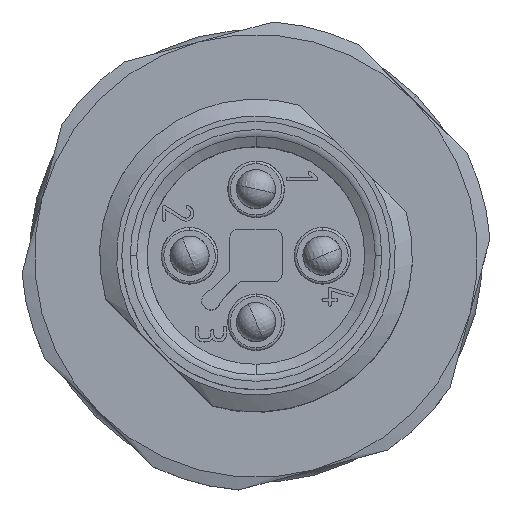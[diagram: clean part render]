
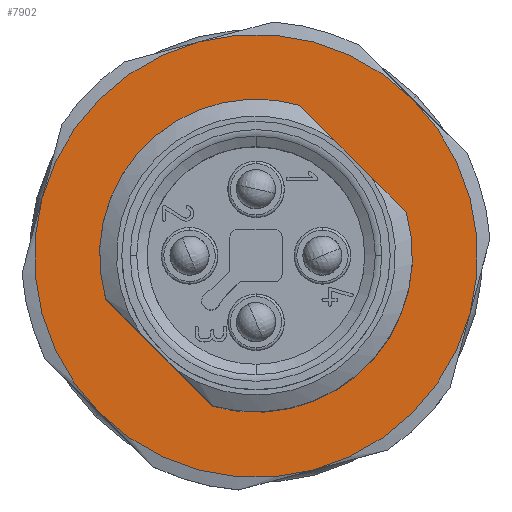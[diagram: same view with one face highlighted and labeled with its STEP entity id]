
A CAD part, top view. The second image highlights one B-rep face of the part: STEP entity #7902.
In plain terms, the highlighted planar face has unit normal (0, 0, 1).
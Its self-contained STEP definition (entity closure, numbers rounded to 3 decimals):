
#7591=AXIS2_PLACEMENT_3D('Circle Axis2P3D',#7589,#7590,$) ;
#7613=AXIS2_PLACEMENT_3D('Circle Axis2P3D',#7611,#7612,$) ;
#7802=AXIS2_PLACEMENT_3D('Plane Axis2P3D',#7799,#7800,#7801) ;
#7806=AXIS2_PLACEMENT_3D('Circle Axis2P3D',#7804,#7805,$) ;
#7813=AXIS2_PLACEMENT_3D('Circle Axis2P3D',#7811,#7812,$) ;
#7820=AXIS2_PLACEMENT_3D('Circle Axis2P3D',#7818,#7819,$) ;
#7827=AXIS2_PLACEMENT_3D('Circle Axis2P3D',#7825,#7826,$) ;
#7534=CARTESIAN_POINT('Vertex',(11.176,0.766,52.65)) ;
#7584=CARTESIAN_POINT('Vertex',(17.186,6.776,52.65)) ;
#7589=CARTESIAN_POINT('Axis2P3D Location',(8.976,8.976,52.65)) ;
#7611=CARTESIAN_POINT('Axis2P3D Location',(8.976,8.976,52.65)) ;
#7615=CARTESIAN_POINT('Vertex',(2.966,2.966,52.65)) ;
#7799=CARTESIAN_POINT('Axis2P3D Location',(8.976,8.976,52.65)) ;
#7804=CARTESIAN_POINT('Axis2P3D Location',(8.976,8.976,52.65)) ;
#7808=CARTESIAN_POINT('Vertex',(0.766,11.176,52.65)) ;
#7811=CARTESIAN_POINT('Axis2P3D Location',(8.976,8.976,52.65)) ;
#7815=CARTESIAN_POINT('Vertex',(14.986,14.986,52.65)) ;
#7818=CARTESIAN_POINT('Axis2P3D Location',(8.976,8.976,52.65)) ;
#7822=CARTESIAN_POINT('Vertex',(6.776,17.186,52.65)) ;
#7825=CARTESIAN_POINT('Axis2P3D Location',(8.976,8.976,52.65)) ;
#7839=CARTESIAN_POINT('Control Point',(3.21,7.318,52.65)) ;
#7840=CARTESIAN_POINT('Control Point',(3.044,7.894,52.65)) ;
#7841=CARTESIAN_POINT('Control Point',(2.95,8.492,52.65)) ;
#7842=CARTESIAN_POINT('Control Point',(2.932,9.098,52.65)) ;
#7843=CARTESIAN_POINT('Control Point',(3.047,10.302,52.65)) ;
#7844=CARTESIAN_POINT('Control Point',(3.456,11.44,52.65)) ;
#7845=CARTESIAN_POINT('Control Point',(3.73,11.981,52.65)) ;
#7846=CARTESIAN_POINT('Control Point',(4.409,12.982,52.65)) ;
#7847=CARTESIAN_POINT('Control Point',(5.313,13.785,52.65)) ;
#7848=CARTESIAN_POINT('Control Point',(5.813,14.128,52.65)) ;
#7849=CARTESIAN_POINT('Control Point',(6.888,14.681,52.65)) ;
#7850=CARTESIAN_POINT('Control Point',(8.067,14.953,52.65)) ;
#7851=CARTESIAN_POINT('Control Point',(8.67,15.014,52.65)) ;
#7852=CARTESIAN_POINT('Control Point',(9.433,14.995,52.65)) ;
#7853=CARTESIAN_POINT('Control Point',(10.177,14.858,52.65)) ;
#7854=CARTESIAN_POINT('Control Point',(10.331,14.824,52.65)) ;
#7855=CARTESIAN_POINT('Control Point',(10.483,14.786,52.65)) ;
#7856=CARTESIAN_POINT('Control Point',(10.634,14.742,52.65)) ;
#7857=CARTESIAN_POINT('Vertex',(3.21,7.318,52.65)) ;
#7859=CARTESIAN_POINT('Vertex',(10.634,14.742,52.65)) ;
#7862=CARTESIAN_POINT('Line Origine',(12.688,12.688,52.65)) ;
#7866=CARTESIAN_POINT('Vertex',(14.742,10.634,52.65)) ;
#7870=CARTESIAN_POINT('Control Point',(14.742,10.634,52.65)) ;
#7871=CARTESIAN_POINT('Control Point',(14.908,10.058,52.65)) ;
#7872=CARTESIAN_POINT('Control Point',(15.002,9.46,52.65)) ;
#7873=CARTESIAN_POINT('Control Point',(15.02,8.854,52.65)) ;
#7874=CARTESIAN_POINT('Control Point',(14.905,7.65,52.65)) ;
#7875=CARTESIAN_POINT('Control Point',(14.496,6.512,52.65)) ;
#7876=CARTESIAN_POINT('Control Point',(14.222,5.971,52.65)) ;
#7877=CARTESIAN_POINT('Control Point',(13.543,4.97,52.65)) ;
#7878=CARTESIAN_POINT('Control Point',(12.639,4.167,52.65)) ;
#7879=CARTESIAN_POINT('Control Point',(12.139,3.824,52.65)) ;
#7880=CARTESIAN_POINT('Control Point',(11.064,3.271,52.65)) ;
#7881=CARTESIAN_POINT('Control Point',(9.885,2.999,52.65)) ;
#7882=CARTESIAN_POINT('Control Point',(9.282,2.938,52.65)) ;
#7883=CARTESIAN_POINT('Control Point',(8.519,2.957,52.65)) ;
#7884=CARTESIAN_POINT('Control Point',(7.775,3.094,52.65)) ;
#7885=CARTESIAN_POINT('Control Point',(7.621,3.128,52.65)) ;
#7886=CARTESIAN_POINT('Control Point',(7.469,3.166,52.65)) ;
#7887=CARTESIAN_POINT('Control Point',(7.318,3.21,52.65)) ;
#7888=CARTESIAN_POINT('Vertex',(7.318,3.21,52.65)) ;
#7891=CARTESIAN_POINT('Line Origine',(5.264,5.264,52.65)) ;
#7590=DIRECTION('Axis2P3D Direction',(0.,0.,-1.)) ;
#7612=DIRECTION('Axis2P3D Direction',(0.,0.,-1.)) ;
#7800=DIRECTION('Axis2P3D Direction',(0.,-0.,1.)) ;
#7801=DIRECTION('Axis2P3D XDirection',(0.707,0.707,0.)) ;
#7805=DIRECTION('Axis2P3D Direction',(0.,-0.,1.)) ;
#7812=DIRECTION('Axis2P3D Direction',(0.,-0.,1.)) ;
#7819=DIRECTION('Axis2P3D Direction',(0.,-0.,1.)) ;
#7826=DIRECTION('Axis2P3D Direction',(0.,-0.,1.)) ;
#7863=DIRECTION('Vector Direction',(0.707,-0.707,0.)) ;
#7892=DIRECTION('Vector Direction',(-0.707,0.707,0.)) ;
#7864=VECTOR('Line Direction',#7863,1.) ;
#7893=VECTOR('Line Direction',#7892,1.) ;
#7831=ORIENTED_EDGE('',*,*,#7810,.T.) ;
#7832=ORIENTED_EDGE('',*,*,#7617,.T.) ;
#7833=ORIENTED_EDGE('',*,*,#7593,.T.) ;
#7834=ORIENTED_EDGE('',*,*,#7817,.T.) ;
#7835=ORIENTED_EDGE('',*,*,#7824,.T.) ;
#7836=ORIENTED_EDGE('',*,*,#7829,.T.) ;
#7897=ORIENTED_EDGE('',*,*,#7861,.T.) ;
#7898=ORIENTED_EDGE('',*,*,#7868,.T.) ;
#7899=ORIENTED_EDGE('',*,*,#7890,.T.) ;
#7900=ORIENTED_EDGE('',*,*,#7895,.T.) ;
#7901=FACE_BOUND('',#7896,.T.) ;
#7902=ADVANCED_FACE('Hauptk\X2\00F6\X0\rper',(#7837,#7901),#7803,.T.) ;
#7838=B_SPLINE_CURVE_WITH_KNOTS('',5,(#7839,#7840,#7841,#7842,#7843,#7844,#7845,#7846,#7847,#7848,#7849,#7850,#7851,#7852,#7853,#7854,#7855,#7856),.UNSPECIFIED.,.F.,.U.,(6,3,3,3,3,6),(0.,4.243,8.485,12.728,16.97,18.08),.UNSPECIFIED.) ;
#7869=B_SPLINE_CURVE_WITH_KNOTS('',5,(#7870,#7871,#7872,#7873,#7874,#7875,#7876,#7877,#7878,#7879,#7880,#7881,#7882,#7883,#7884,#7885,#7886,#7887),.UNSPECIFIED.,.F.,.U.,(6,3,3,3,3,6),(0.,4.243,8.485,12.728,16.97,18.08),.UNSPECIFIED.) ;
#7592=CIRCLE('generated circle',#7591,8.5) ;
#7614=CIRCLE('generated circle',#7613,8.5) ;
#7807=CIRCLE('generated circle',#7806,8.5) ;
#7814=CIRCLE('generated circle',#7813,8.5) ;
#7821=CIRCLE('generated circle',#7820,8.5) ;
#7828=CIRCLE('generated circle',#7827,8.5) ;
#7593=EDGE_CURVE('',#7535,#7585,#7592,.F.) ;
#7617=EDGE_CURVE('',#7616,#7535,#7614,.F.) ;
#7810=EDGE_CURVE('',#7809,#7616,#7807,.T.) ;
#7817=EDGE_CURVE('',#7585,#7816,#7814,.T.) ;
#7824=EDGE_CURVE('',#7816,#7823,#7821,.T.) ;
#7829=EDGE_CURVE('',#7823,#7809,#7828,.T.) ;
#7861=EDGE_CURVE('',#7858,#7860,#7838,.T.) ;
#7868=EDGE_CURVE('',#7860,#7867,#7865,.T.) ;
#7890=EDGE_CURVE('',#7867,#7889,#7869,.T.) ;
#7895=EDGE_CURVE('',#7889,#7858,#7894,.T.) ;
#7830=EDGE_LOOP('',(#7831,#7832,#7833,#7834,#7835,#7836)) ;
#7896=EDGE_LOOP('',(#7897,#7898,#7899,#7900)) ;
#7837=FACE_OUTER_BOUND('',#7830,.T.) ;
#7865=LINE('Line',#7862,#7864) ;
#7894=LINE('Line',#7891,#7893) ;
#7803=PLANE('',#7802) ;
#7535=VERTEX_POINT('',#7534) ;
#7585=VERTEX_POINT('',#7584) ;
#7616=VERTEX_POINT('',#7615) ;
#7809=VERTEX_POINT('',#7808) ;
#7816=VERTEX_POINT('',#7815) ;
#7823=VERTEX_POINT('',#7822) ;
#7858=VERTEX_POINT('',#7857) ;
#7860=VERTEX_POINT('',#7859) ;
#7867=VERTEX_POINT('',#7866) ;
#7889=VERTEX_POINT('',#7888) ;
